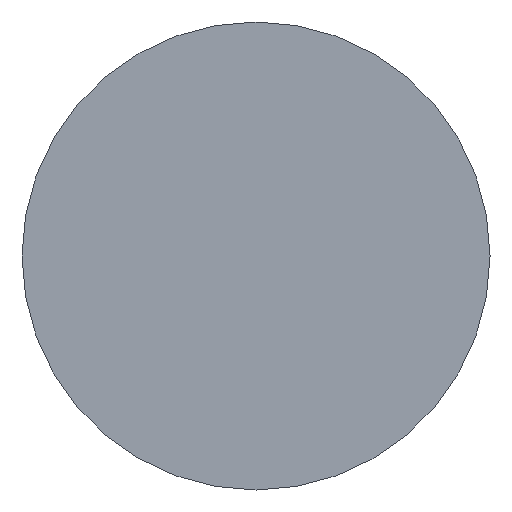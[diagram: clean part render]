
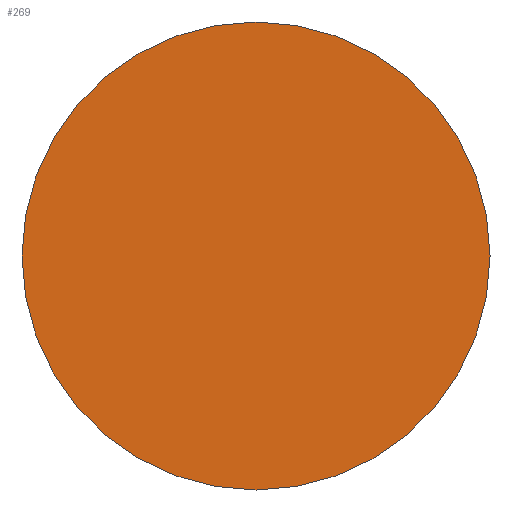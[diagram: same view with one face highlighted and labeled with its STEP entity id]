
A CAD part, front view. The second image highlights one B-rep face of the part: STEP entity #269.
In plain terms, the highlighted planar face has unit normal (0, -1, 0).
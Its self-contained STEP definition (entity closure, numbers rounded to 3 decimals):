
#8 = DIRECTION ( 'NONE',  ( 0., 0., 1. ) ) ;
#52 = CARTESIAN_POINT ( 'NONE',  ( 0., 0., 35. ) ) ;
#79 = ORIENTED_EDGE ( 'NONE', *, *, #208, .F. ) ;
#82 = DIRECTION ( 'NONE',  ( 0., 1., 0. ) ) ;
#85 = AXIS2_PLACEMENT_3D ( 'NONE', #261, #82, #8 ) ;
#98 = AXIS2_PLACEMENT_3D ( 'NONE', #116, #149, #207 ) ;
#99 = DIRECTION ( 'NONE',  ( 0., 0., 1. ) ) ;
#116 = CARTESIAN_POINT ( 'NONE',  ( 0., 0., 0. ) ) ;
#117 = FACE_OUTER_BOUND ( 'NONE', #237, .T. ) ;
#128 = CIRCLE ( 'NONE', #226, 35. ) ;
#136 = ORIENTED_EDGE ( 'NONE', *, *, #177, .F. ) ;
#149 = DIRECTION ( 'NONE',  ( 0., 1., 0. ) ) ;
#162 = VERTEX_POINT ( 'NONE', #256 ) ;
#177 = EDGE_CURVE ( 'NONE', #162, #196, #266, .T. ) ;
#196 = VERTEX_POINT ( 'NONE', #52 ) ;
#202 = CARTESIAN_POINT ( 'NONE',  ( 0., 0., 0. ) ) ;
#207 = DIRECTION ( 'NONE',  ( 0., 0., 1. ) ) ;
#208 = EDGE_CURVE ( 'NONE', #196, #162, #128, .T. ) ;
#224 = DIRECTION ( 'NONE',  ( 0., 1., 0. ) ) ;
#226 = AXIS2_PLACEMENT_3D ( 'NONE', #202, #224, #99 ) ;
#236 = PLANE ( 'NONE',  #85 ) ;
#237 = EDGE_LOOP ( 'NONE', ( #136, #79 ) ) ;
#256 = CARTESIAN_POINT ( 'NONE',  ( 0., 0., -35. ) ) ;
#261 = CARTESIAN_POINT ( 'NONE',  ( 0., 0., 0. ) ) ;
#266 = CIRCLE ( 'NONE', #98, 35. ) ;
#269 = ADVANCED_FACE ( 'NONE', ( #117 ), #236, .F. ) ;
